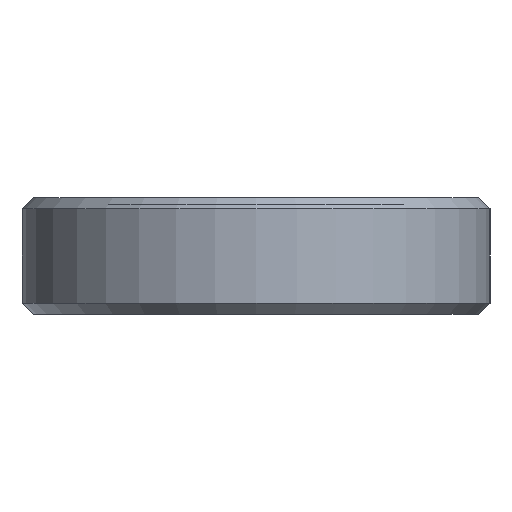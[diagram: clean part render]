
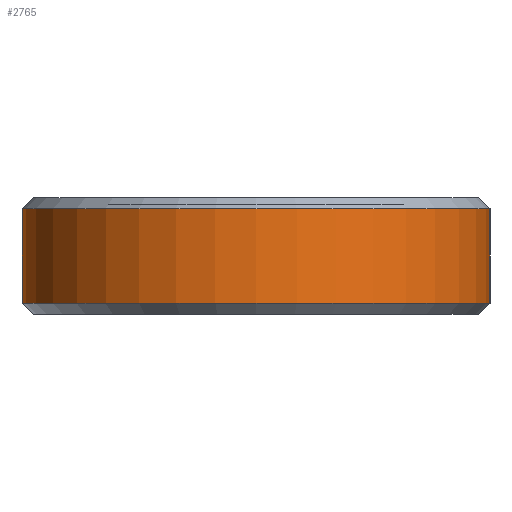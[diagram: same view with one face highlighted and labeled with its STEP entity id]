
A CAD part, left-side view. The second image highlights one B-rep face of the part: STEP entity #2765.
In plain terms, the highlighted cylindrical face has radius 6.25 mm (diameter 12.5 mm), a partial arc.
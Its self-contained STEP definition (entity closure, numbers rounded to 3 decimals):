
#45 = CONICAL_SURFACE('',#46,6.25,0.785);
#46 = AXIS2_PLACEMENT_3D('',#47,#48,#49);
#47 = CARTESIAN_POINT('',(0.,0.,0.3));
#48 = DIRECTION('',(0.,0.,1.));
#49 = DIRECTION('',(0.,1.,0.));
#1012 = VERTEX_POINT('',#1013);
#1013 = CARTESIAN_POINT('',(0.,6.25,0.3));
#1036 = VERTEX_POINT('',#1037);
#1037 = CARTESIAN_POINT('',(0.,-6.25,0.3));
#1058 = EDGE_CURVE('',#1012,#1036,#1059,.T.);
#1059 = SURFACE_CURVE('',#1060,(#1065,#1072),.PCURVE_S1.);
#1060 = CIRCLE('',#1061,6.25);
#1061 = AXIS2_PLACEMENT_3D('',#1062,#1063,#1064);
#1062 = CARTESIAN_POINT('',(0.,0.,0.3));
#1063 = DIRECTION('',(0.,-0.,1.));
#1064 = DIRECTION('',(0.,1.,0.));
#1065 = PCURVE('',#45,#1066);
#1066 = DEFINITIONAL_REPRESENTATION('',(#1067),#1071);
#1067 = LINE('',#1068,#1069);
#1068 = CARTESIAN_POINT('',(0.,0.));
#1069 = VECTOR('',#1070,1.);
#1070 = DIRECTION('',(1.,0.));
#1071 = ( GEOMETRIC_REPRESENTATION_CONTEXT(2) 
PARAMETRIC_REPRESENTATION_CONTEXT() REPRESENTATION_CONTEXT('2D SPACE',''
  ) );
#1072 = PCURVE('',#1073,#1078);
#1073 = CYLINDRICAL_SURFACE('',#1074,6.25);
#1074 = AXIS2_PLACEMENT_3D('',#1075,#1076,#1077);
#1075 = CARTESIAN_POINT('',(0.,0.,0.));
#1076 = DIRECTION('',(-0.,-0.,-1.));
#1077 = DIRECTION('',(1.,0.,0.));
#1078 = DEFINITIONAL_REPRESENTATION('',(#1079),#1083);
#1079 = LINE('',#1080,#1081);
#1080 = CARTESIAN_POINT('',(-1.571,-0.3));
#1081 = VECTOR('',#1082,1.);
#1082 = DIRECTION('',(-1.,0.));
#1083 = ( GEOMETRIC_REPRESENTATION_CONTEXT(2) 
PARAMETRIC_REPRESENTATION_CONTEXT() REPRESENTATION_CONTEXT('2D SPACE',''
  ) );
#1127 = PLANE('',#1128);
#1128 = AXIS2_PLACEMENT_3D('',#1129,#1130,#1131);
#1129 = CARTESIAN_POINT('',(0.,6.25,0.));
#1130 = DIRECTION('',(0.,1.,0.));
#1131 = DIRECTION('',(1.,0.,0.));
#1181 = PLANE('',#1182);
#1182 = AXIS2_PLACEMENT_3D('',#1183,#1184,#1185);
#1183 = CARTESIAN_POINT('',(0.,-6.25,0.));
#1184 = DIRECTION('',(0.,1.,0.));
#1185 = DIRECTION('',(1.,0.,0.));
#2765 = ADVANCED_FACE('',(#2766),#1073,.T.);
#2766 = FACE_BOUND('',#2767,.F.);
#2767 = EDGE_LOOP('',(#2768,#2791,#2820,#2841));
#2768 = ORIENTED_EDGE('',*,*,#2769,.T.);
#2769 = EDGE_CURVE('',#1012,#2770,#2772,.T.);
#2770 = VERTEX_POINT('',#2771);
#2771 = CARTESIAN_POINT('',(0.,6.25,2.825));
#2772 = SURFACE_CURVE('',#2773,(#2777,#2784),.PCURVE_S1.);
#2773 = LINE('',#2774,#2775);
#2774 = CARTESIAN_POINT('',(0.,6.25,0.));
#2775 = VECTOR('',#2776,1.);
#2776 = DIRECTION('',(0.,0.,1.));
#2777 = PCURVE('',#1073,#2778);
#2778 = DEFINITIONAL_REPRESENTATION('',(#2779),#2783);
#2779 = LINE('',#2780,#2781);
#2780 = CARTESIAN_POINT('',(-1.571,0.));
#2781 = VECTOR('',#2782,1.);
#2782 = DIRECTION('',(-0.,-1.));
#2783 = ( GEOMETRIC_REPRESENTATION_CONTEXT(2) 
PARAMETRIC_REPRESENTATION_CONTEXT() REPRESENTATION_CONTEXT('2D SPACE',''
  ) );
#2784 = PCURVE('',#1127,#2785);
#2785 = DEFINITIONAL_REPRESENTATION('',(#2786),#2790);
#2786 = LINE('',#2787,#2788);
#2787 = CARTESIAN_POINT('',(0.,0.));
#2788 = VECTOR('',#2789,1.);
#2789 = DIRECTION('',(0.,-1.));
#2790 = ( GEOMETRIC_REPRESENTATION_CONTEXT(2) 
PARAMETRIC_REPRESENTATION_CONTEXT() REPRESENTATION_CONTEXT('2D SPACE',''
  ) );
#2791 = ORIENTED_EDGE('',*,*,#2792,.T.);
#2792 = EDGE_CURVE('',#2770,#2793,#2795,.T.);
#2793 = VERTEX_POINT('',#2794);
#2794 = CARTESIAN_POINT('',(0.,-6.25,2.825));
#2795 = SURFACE_CURVE('',#2796,(#2801,#2808),.PCURVE_S1.);
#2796 = CIRCLE('',#2797,6.25);
#2797 = AXIS2_PLACEMENT_3D('',#2798,#2799,#2800);
#2798 = CARTESIAN_POINT('',(0.,0.,2.825));
#2799 = DIRECTION('',(0.,-0.,1.));
#2800 = DIRECTION('',(0.,1.,0.));
#2801 = PCURVE('',#1073,#2802);
#2802 = DEFINITIONAL_REPRESENTATION('',(#2803),#2807);
#2803 = LINE('',#2804,#2805);
#2804 = CARTESIAN_POINT('',(-1.571,-2.825));
#2805 = VECTOR('',#2806,1.);
#2806 = DIRECTION('',(-1.,0.));
#2807 = ( GEOMETRIC_REPRESENTATION_CONTEXT(2) 
PARAMETRIC_REPRESENTATION_CONTEXT() REPRESENTATION_CONTEXT('2D SPACE',''
  ) );
#2808 = PCURVE('',#2809,#2814);
#2809 = CONICAL_SURFACE('',#2810,6.25,0.785);
#2810 = AXIS2_PLACEMENT_3D('',#2811,#2812,#2813);
#2811 = CARTESIAN_POINT('',(0.,0.,2.825));
#2812 = DIRECTION('',(-0.,-0.,-1.));
#2813 = DIRECTION('',(0.,1.,0.));
#2814 = DEFINITIONAL_REPRESENTATION('',(#2815),#2819);
#2815 = LINE('',#2816,#2817);
#2816 = CARTESIAN_POINT('',(-0.,-0.));
#2817 = VECTOR('',#2818,1.);
#2818 = DIRECTION('',(-1.,-0.));
#2819 = ( GEOMETRIC_REPRESENTATION_CONTEXT(2) 
PARAMETRIC_REPRESENTATION_CONTEXT() REPRESENTATION_CONTEXT('2D SPACE',''
  ) );
#2820 = ORIENTED_EDGE('',*,*,#2821,.F.);
#2821 = EDGE_CURVE('',#1036,#2793,#2822,.T.);
#2822 = SURFACE_CURVE('',#2823,(#2827,#2834),.PCURVE_S1.);
#2823 = LINE('',#2824,#2825);
#2824 = CARTESIAN_POINT('',(0.,-6.25,0.));
#2825 = VECTOR('',#2826,1.);
#2826 = DIRECTION('',(0.,0.,1.));
#2827 = PCURVE('',#1073,#2828);
#2828 = DEFINITIONAL_REPRESENTATION('',(#2829),#2833);
#2829 = LINE('',#2830,#2831);
#2830 = CARTESIAN_POINT('',(-4.712,0.));
#2831 = VECTOR('',#2832,1.);
#2832 = DIRECTION('',(-0.,-1.));
#2833 = ( GEOMETRIC_REPRESENTATION_CONTEXT(2) 
PARAMETRIC_REPRESENTATION_CONTEXT() REPRESENTATION_CONTEXT('2D SPACE',''
  ) );
#2834 = PCURVE('',#1181,#2835);
#2835 = DEFINITIONAL_REPRESENTATION('',(#2836),#2840);
#2836 = LINE('',#2837,#2838);
#2837 = CARTESIAN_POINT('',(0.,0.));
#2838 = VECTOR('',#2839,1.);
#2839 = DIRECTION('',(0.,-1.));
#2840 = ( GEOMETRIC_REPRESENTATION_CONTEXT(2) 
PARAMETRIC_REPRESENTATION_CONTEXT() REPRESENTATION_CONTEXT('2D SPACE',''
  ) );
#2841 = ORIENTED_EDGE('',*,*,#1058,.F.);
